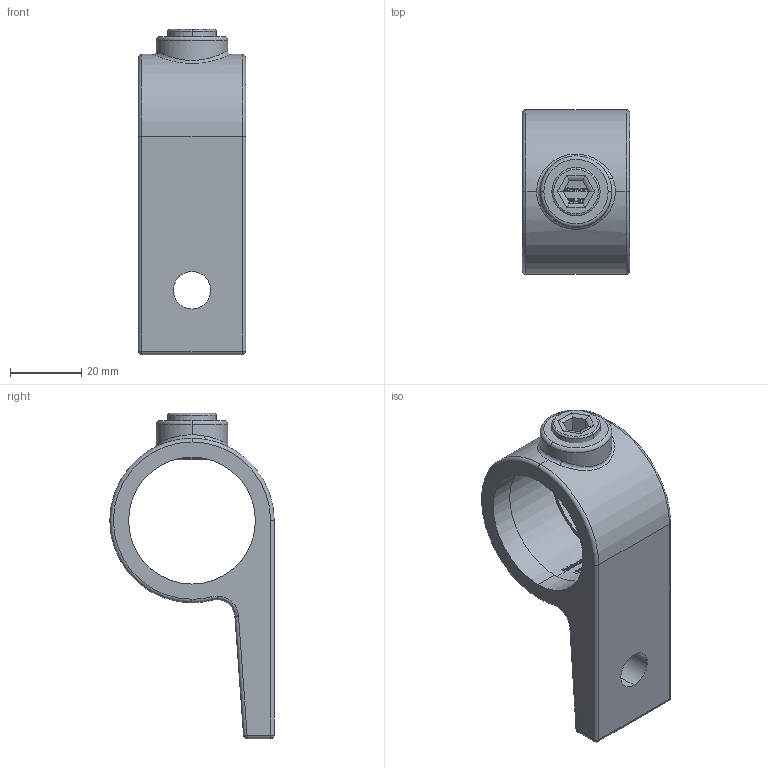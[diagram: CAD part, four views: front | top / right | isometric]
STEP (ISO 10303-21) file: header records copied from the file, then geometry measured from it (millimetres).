
FILE_DESCRIPTION (( 'STEP AP203' ), '1' );
FILE_NAME ('199-B34.step', '2019-07-04T11:48:50', ( '' ), ( '' ), 'SwSTEP 2.0', 'SolidWorks 2015', '' );
FILE_SCHEMA (( 'CONFIG_CONTROL_DESIGN' ));
Length unit declared in the file: millimetre
Products named in the file (3): 199-B34 Teil 1_199-B34 Teil 1; 199-B34 Teil 2; 199-B34
Assembly tree (2 placements, depth 2):
  199-B34
    199-B34 Teil 1_199-B34 Teil 1
    199-B34 Teil 2
Bounding box: 30 x 46 x 91 mm (x, y, z)
Volume: 33958.9 mm3; surface area: 14237.6 mm2
Topology: 2 solids, 2 shells, 290 faces, 746 edges, 474 vertices
Faces by surface type: plane 111, bspline 91, cylinder 68, torus 16, sphere 4
Entity records: 13015 total; most frequent: CARTESIAN_POINT 6286, ORIENTED_EDGE 1488, DIRECTION 1090, EDGE_CURVE 744, VERTEX_POINT 474, AXIS2_PLACEMENT_3D 370, VECTOR 350, LINE 350
